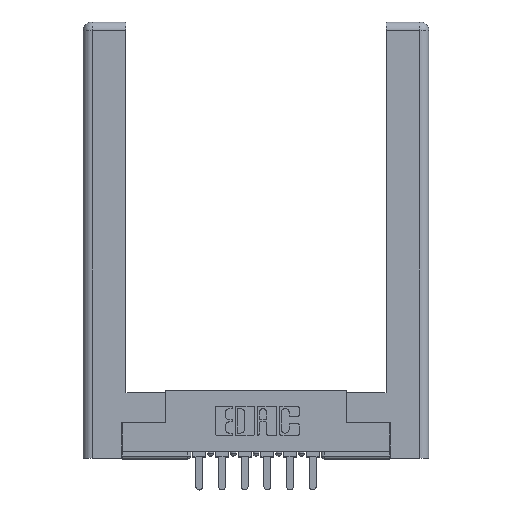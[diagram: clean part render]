
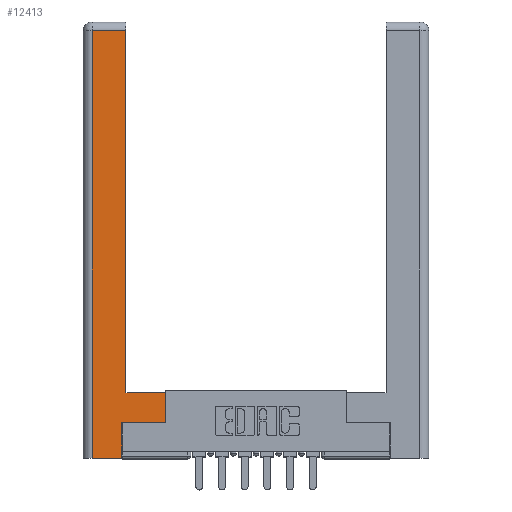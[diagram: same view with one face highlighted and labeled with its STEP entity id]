
A CAD part, top view. The second image highlights one B-rep face of the part: STEP entity #12413.
In plain terms, the highlighted planar face has unit normal (0, 0, 1).
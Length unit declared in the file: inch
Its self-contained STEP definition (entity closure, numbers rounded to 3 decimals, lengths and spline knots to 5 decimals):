
#186 = CARTESIAN_POINT ( 'NONE',  ( 0.0615, 0., 0. ) ) ;
#443 = LINE ( 'NONE', #8490, #4344 ) ;
#724 = EDGE_CURVE ( 'NONE', #10214, #4656, #10045, .T. ) ;
#798 = ORIENTED_EDGE ( 'NONE', *, *, #8117, .T. ) ;
#930 = ORIENTED_EDGE ( 'NONE', *, *, #10719, .T. ) ;
#1029 = AXIS2_PLACEMENT_3D ( 'NONE', #10065, #11195, #7114 ) ;
#1063 = CARTESIAN_POINT ( 'NONE',  ( 0.265, 0., 0. ) ) ;
#1151 = VECTOR ( 'NONE', #10638, 39.37008 ) ;
#1585 = CARTESIAN_POINT ( 'NONE',  ( 0.0615, 2.94, 0. ) ) ;
#2368 = DIRECTION ( 'NONE',  ( 1., 0., 0. ) ) ;
#2423 = ORIENTED_EDGE ( 'NONE', *, *, #724, .T. ) ;
#2452 = VECTOR ( 'NONE', #6038, 39.37008 ) ;
#2502 = CARTESIAN_POINT ( 'NONE',  ( 0.0615, 2.94, 0. ) ) ;
#2527 = DIRECTION ( 'NONE',  ( -1., 0., 0. ) ) ;
#2715 = DIRECTION ( 'NONE',  ( 0., 1., 0. ) ) ;
#2723 = LINE ( 'NONE', #1585, #1151 ) ;
#3514 = CARTESIAN_POINT ( 'NONE',  ( 0.295, 2.94, 0. ) ) ;
#3676 = EDGE_LOOP ( 'NONE', ( #12818, #798, #9971, #9059, #11142, #12899, #2423, #930 ) ) ;
#4080 = VECTOR ( 'NONE', #7399, 39.37008 ) ;
#4344 = VECTOR ( 'NONE', #2527, 39.37008 ) ;
#4606 = CARTESIAN_POINT ( 'NONE',  ( 0.265, 0.245, 0. ) ) ;
#4656 = VERTEX_POINT ( 'NONE', #7211 ) ;
#4765 = CARTESIAN_POINT ( 'NONE',  ( 0.0615, 0., 0. ) ) ;
#4872 = LINE ( 'NONE', #5695, #10957 ) ;
#5034 = CARTESIAN_POINT ( 'NONE',  ( 0.265, 0., 0. ) ) ;
#5396 = LINE ( 'NONE', #4765, #2452 ) ;
#5695 = CARTESIAN_POINT ( 'NONE',  ( 0.265, 0.245, 0. ) ) ;
#5839 = EDGE_CURVE ( 'NONE', #12100, #5929, #5396, .T. ) ;
#5929 = VERTEX_POINT ( 'NONE', #186 ) ;
#5965 = DIRECTION ( 'NONE',  ( 0., 1., 0. ) ) ;
#6038 = DIRECTION ( 'NONE',  ( 0., -1., 0. ) ) ;
#6394 = VECTOR ( 'NONE', #2368, 39.37008 ) ;
#6738 = VERTEX_POINT ( 'NONE', #3514 ) ;
#7114 = DIRECTION ( 'NONE',  ( -1., 0., 0. ) ) ;
#7211 = CARTESIAN_POINT ( 'NONE',  ( 0.565, 0.45, 0. ) ) ;
#7279 = VERTEX_POINT ( 'NONE', #11054 ) ;
#7319 = LINE ( 'NONE', #8965, #12950 ) ;
#7399 = DIRECTION ( 'NONE',  ( 1., 0., 0. ) ) ;
#7405 = VECTOR ( 'NONE', #2715, 39.37008 ) ;
#7574 = DIRECTION ( 'NONE',  ( 0., 1., 0. ) ) ;
#8117 = EDGE_CURVE ( 'NONE', #6738, #12100, #2723, .T. ) ;
#8490 = CARTESIAN_POINT ( 'NONE',  ( 0.295, 0.45, 0. ) ) ;
#8790 = EDGE_CURVE ( 'NONE', #11800, #12515, #4872, .T. ) ;
#8807 = CARTESIAN_POINT ( 'NONE',  ( 0.565, 0.245, 0. ) ) ;
#8965 = CARTESIAN_POINT ( 'NONE',  ( 0.295, 3., 0. ) ) ;
#9048 = LINE ( 'NONE', #12302, #6394 ) ;
#9059 = ORIENTED_EDGE ( 'NONE', *, *, #9405, .T. ) ;
#9405 = EDGE_CURVE ( 'NONE', #5929, #11800, #10782, .T. ) ;
#9971 = ORIENTED_EDGE ( 'NONE', *, *, #5839, .T. ) ;
#10045 = LINE ( 'NONE', #12753, #7405 ) ;
#10065 = CARTESIAN_POINT ( 'NONE',  ( 0., 0., 0. ) ) ;
#10214 = VERTEX_POINT ( 'NONE', #8807 ) ;
#10638 = DIRECTION ( 'NONE',  ( -1., 0., 0. ) ) ;
#10655 = EDGE_CURVE ( 'NONE', #12515, #10214, #9048, .T. ) ;
#10719 = EDGE_CURVE ( 'NONE', #4656, #7279, #443, .T. ) ;
#10782 = LINE ( 'NONE', #5034, #4080 ) ;
#10957 = VECTOR ( 'NONE', #7574, 39.37008 ) ;
#11054 = CARTESIAN_POINT ( 'NONE',  ( 0.295, 0.45, 0. ) ) ;
#11073 = EDGE_CURVE ( 'NONE', #7279, #6738, #7319, .T. ) ;
#11142 = ORIENTED_EDGE ( 'NONE', *, *, #8790, .T. ) ;
#11195 = DIRECTION ( 'NONE',  ( 0., 0., -1. ) ) ;
#11800 = VERTEX_POINT ( 'NONE', #1063 ) ;
#12100 = VERTEX_POINT ( 'NONE', #2502 ) ;
#12167 = PLANE ( 'NONE',  #1029 ) ;
#12302 = CARTESIAN_POINT ( 'NONE',  ( 0.565, 0.245, 0. ) ) ;
#12413 = ADVANCED_FACE ( 'NONE', ( #12613 ), #12167, .F. ) ;
#12515 = VERTEX_POINT ( 'NONE', #4606 ) ;
#12613 = FACE_OUTER_BOUND ( 'NONE', #3676, .T. ) ;
#12753 = CARTESIAN_POINT ( 'NONE',  ( 0.565, 0.45, 0. ) ) ;
#12818 = ORIENTED_EDGE ( 'NONE', *, *, #11073, .T. ) ;
#12899 = ORIENTED_EDGE ( 'NONE', *, *, #10655, .T. ) ;
#12950 = VECTOR ( 'NONE', #5965, 39.37008 ) ;
